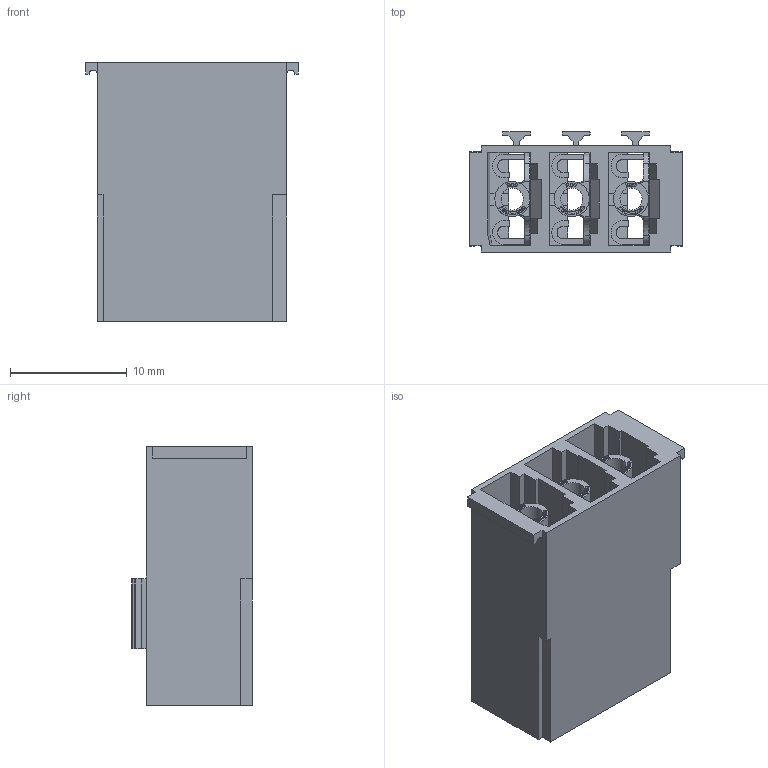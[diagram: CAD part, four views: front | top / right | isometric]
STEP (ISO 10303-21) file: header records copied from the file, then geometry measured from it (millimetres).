
FILE_DESCRIPTION(('STEP AP214'),'1');
FILE_NAME('SRF03-5,08.stp','2021-07-01T10:25:42',(' '),(' '),'Spatial InterOp 3D',' ',' ');
FILE_SCHEMA(('AUTOMOTIVE_DESIGN { 1 0 10303 214 1 1 1 1 }'));
Length unit declared in the file: metre
Products named in the file (1): 1625142434
Bounding box: 18.24 x 10.34 x 22.18 mm (x, y, z)
Volume: 1590.4 mm3; surface area: 4623.6 mm2
Topology: 1 solids, 1 shells, 1423 faces, 4094 edges, 2721 vertices
Faces by surface type: extrusion 699, plane 659, cylinder 59, bspline 6
Full cylindrical faces by diameter (mm): 1.9 x3, 2 x3, 3 x3
Entity records: 58966 total; most frequent: CARTESIAN_POINT 12907, ORIENTED_EDGE 8170, DIRECTION 4948, EDGE_CURVE 4085, VECTOR 3238, VERTEX_POINT 2721, LINE 2539, B_SPLINE_CURVE_WITH_KNOTS 2106
